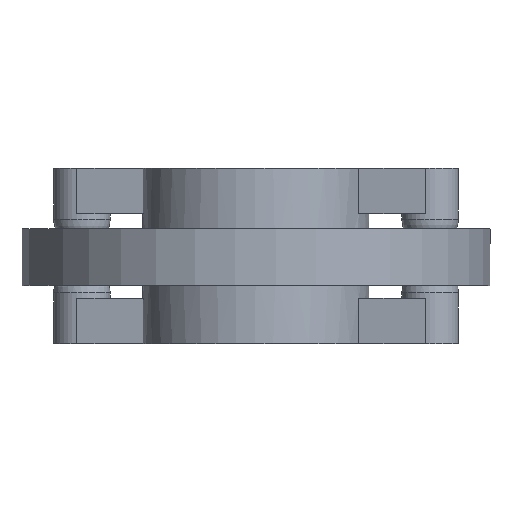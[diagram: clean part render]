
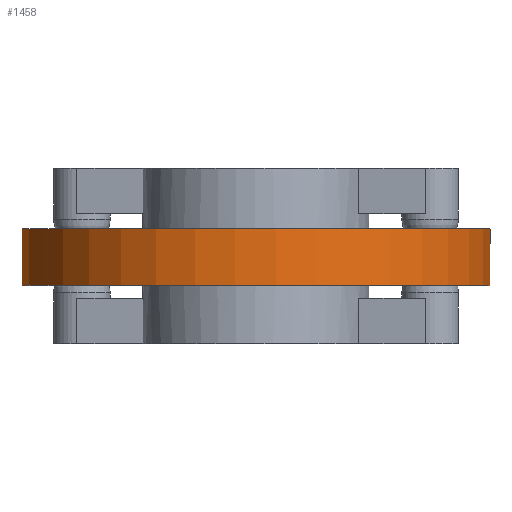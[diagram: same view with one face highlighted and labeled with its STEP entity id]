
A CAD part, top view. The second image highlights one B-rep face of the part: STEP entity #1458.
In plain terms, the highlighted cylindrical face has radius 4.15 mm (diameter 8.3 mm), a full revolution.
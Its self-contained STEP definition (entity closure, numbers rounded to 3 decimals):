
#40=LINE('',#3890,#84);
#84=VECTOR('',#1969,4.15);
#128=CYLINDRICAL_SURFACE('',#1670,4.15);
#290=FACE_OUTER_BOUND('',#408,.T.);
#408=EDGE_LOOP('',(#1207,#1208,#1209,#1210));
#508=CIRCLE('',#1565,4.15);
#547=CIRCLE('',#1633,4.15);
#614=VERTEX_POINT('',#2247);
#678=VERTEX_POINT('',#3689);
#755=EDGE_CURVE('',#614,#614,#508,.T.);
#846=EDGE_CURVE('',#678,#678,#547,.T.);
#876=EDGE_CURVE('',#678,#614,#40,.T.);
#1207=ORIENTED_EDGE('',*,*,#846,.F.);
#1208=ORIENTED_EDGE('',*,*,#876,.T.);
#1209=ORIENTED_EDGE('',*,*,#755,.T.);
#1210=ORIENTED_EDGE('',*,*,#876,.F.);
#1458=ADVANCED_FACE('',(#290),#128,.T.);
#1565=AXIS2_PLACEMENT_3D('',#2248,#1756,#1757);
#1633=AXIS2_PLACEMENT_3D('',#3690,#1892,#1893);
#1670=AXIS2_PLACEMENT_3D('',#3889,#1967,#1968);
#1756=DIRECTION('center_axis',(0.,1.,0.));
#1757=DIRECTION('ref_axis',(-1.,0.,0.));
#1892=DIRECTION('center_axis',(0.,1.,0.));
#1893=DIRECTION('ref_axis',(-1.,0.,0.));
#1967=DIRECTION('center_axis',(0.,1.,0.));
#1968=DIRECTION('ref_axis',(-1.,0.,0.));
#1969=DIRECTION('',(0.,-1.,0.));
#2247=CARTESIAN_POINT('',(4.15,0.,0.));
#2248=CARTESIAN_POINT('Origin',(0.,0.,0.));
#3689=CARTESIAN_POINT('',(4.15,1.,0.));
#3690=CARTESIAN_POINT('Origin',(0.,1.,0.));
#3889=CARTESIAN_POINT('Origin',(0.,0.,0.));
#3890=CARTESIAN_POINT('',(4.15,0.,0.));
